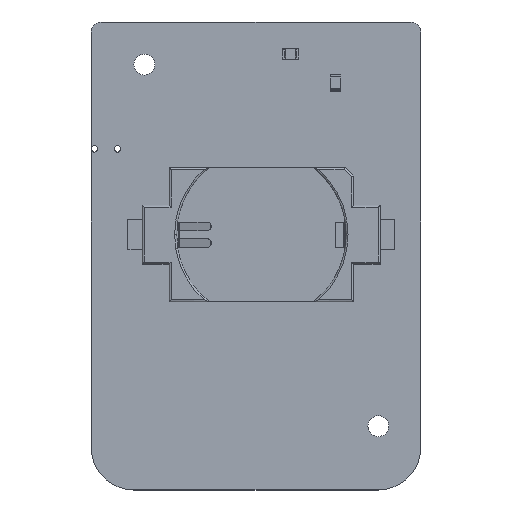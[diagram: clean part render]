
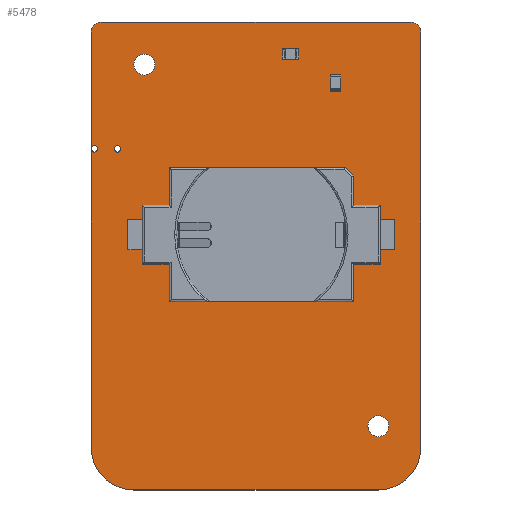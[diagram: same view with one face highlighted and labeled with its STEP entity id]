
A CAD part, top view. The second image highlights one B-rep face of the part: STEP entity #5478.
In plain terms, the highlighted planar face has unit normal (0, 0, 1).
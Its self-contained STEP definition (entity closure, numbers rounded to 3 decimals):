
#5285 = VERTEX_POINT('',#5286);
#5286 = CARTESIAN_POINT('',(146.05,-68.58,1.51));
#5292 = EDGE_CURVE('',#5285,#5293,#5295,.T.);
#5293 = VERTEX_POINT('',#5294);
#5294 = CARTESIAN_POINT('',(147.32,-69.85,1.51));
#5295 = CIRCLE('',#5296,1.27);
#5296 = AXIS2_PLACEMENT_3D('',#5297,#5298,#5299);
#5297 = CARTESIAN_POINT('',(146.05,-69.85,1.51));
#5298 = DIRECTION('',(0.,0.,-1.));
#5299 = DIRECTION('',(0.,1.,0.));
#5327 = VERTEX_POINT('',#5328);
#5328 = CARTESIAN_POINT('',(109.22,-68.58,1.51));
#5334 = EDGE_CURVE('',#5327,#5285,#5335,.T.);
#5335 = LINE('',#5336,#5337);
#5336 = CARTESIAN_POINT('',(109.22,-68.58,1.51));
#5337 = VECTOR('',#5338,1.);
#5338 = DIRECTION('',(1.,0.,0.));
#5356 = EDGE_CURVE('',#5293,#5357,#5359,.T.);
#5357 = VERTEX_POINT('',#5358);
#5358 = CARTESIAN_POINT('',(147.32,-119.38,1.51));
#5359 = LINE('',#5360,#5361);
#5360 = CARTESIAN_POINT('',(147.32,-69.85,1.51));
#5361 = VECTOR('',#5362,1.);
#5362 = DIRECTION('',(0.,-1.,0.));
#5478 = ADVANCED_FACE('',(#5479,#5525,#5536,#5547,#5558),#5569,.T.);
#5479 = FACE_BOUND('',#5480,.T.);
#5480 = EDGE_LOOP('',(#5481,#5482,#5483,#5492,#5500,#5509,#5517,#5524));
#5481 = ORIENTED_EDGE('',*,*,#5292,.F.);
#5482 = ORIENTED_EDGE('',*,*,#5334,.F.);
#5483 = ORIENTED_EDGE('',*,*,#5484,.F.);
#5484 = EDGE_CURVE('',#5485,#5327,#5487,.T.);
#5485 = VERTEX_POINT('',#5486);
#5486 = CARTESIAN_POINT('',(107.95,-69.85,1.51));
#5487 = CIRCLE('',#5488,1.27);
#5488 = AXIS2_PLACEMENT_3D('',#5489,#5490,#5491);
#5489 = CARTESIAN_POINT('',(109.22,-69.85,1.51));
#5490 = DIRECTION('',(0.,0.,-1.));
#5491 = DIRECTION('',(-1.,0.,-0.));
#5492 = ORIENTED_EDGE('',*,*,#5493,.F.);
#5493 = EDGE_CURVE('',#5494,#5485,#5496,.T.);
#5494 = VERTEX_POINT('',#5495);
#5495 = CARTESIAN_POINT('',(107.95,-119.38,1.51));
#5496 = LINE('',#5497,#5498);
#5497 = CARTESIAN_POINT('',(107.95,-119.38,1.51));
#5498 = VECTOR('',#5499,1.);
#5499 = DIRECTION('',(0.,1.,0.));
#5500 = ORIENTED_EDGE('',*,*,#5501,.F.);
#5501 = EDGE_CURVE('',#5502,#5494,#5504,.T.);
#5502 = VERTEX_POINT('',#5503);
#5503 = CARTESIAN_POINT('',(113.03,-124.46,1.51));
#5504 = CIRCLE('',#5505,5.08);
#5505 = AXIS2_PLACEMENT_3D('',#5506,#5507,#5508);
#5506 = CARTESIAN_POINT('',(113.03,-119.38,1.51));
#5507 = DIRECTION('',(0.,0.,-1.));
#5508 = DIRECTION('',(0.,-1.,-0.));
#5509 = ORIENTED_EDGE('',*,*,#5510,.F.);
#5510 = EDGE_CURVE('',#5511,#5502,#5513,.T.);
#5511 = VERTEX_POINT('',#5512);
#5512 = CARTESIAN_POINT('',(142.24,-124.46,1.51));
#5513 = LINE('',#5514,#5515);
#5514 = CARTESIAN_POINT('',(142.24,-124.46,1.51));
#5515 = VECTOR('',#5516,1.);
#5516 = DIRECTION('',(-1.,0.,0.));
#5517 = ORIENTED_EDGE('',*,*,#5518,.F.);
#5518 = EDGE_CURVE('',#5357,#5511,#5519,.T.);
#5519 = CIRCLE('',#5520,5.08);
#5520 = AXIS2_PLACEMENT_3D('',#5521,#5522,#5523);
#5521 = CARTESIAN_POINT('',(142.24,-119.38,1.51));
#5522 = DIRECTION('',(0.,0.,-1.));
#5523 = DIRECTION('',(1.,0.,0.));
#5524 = ORIENTED_EDGE('',*,*,#5356,.F.);
#5525 = FACE_BOUND('',#5526,.T.);
#5526 = EDGE_LOOP('',(#5527));
#5527 = ORIENTED_EDGE('',*,*,#5528,.T.);
#5528 = EDGE_CURVE('',#5529,#5529,#5531,.T.);
#5529 = VERTEX_POINT('',#5530);
#5530 = CARTESIAN_POINT('',(142.24,-118.09,1.51));
#5531 = CIRCLE('',#5532,1.25);
#5532 = AXIS2_PLACEMENT_3D('',#5533,#5534,#5535);
#5533 = CARTESIAN_POINT('',(142.24,-116.84,1.51));
#5534 = DIRECTION('',(-0.,0.,-1.));
#5535 = DIRECTION('',(-0.,-1.,0.));
#5536 = FACE_BOUND('',#5537,.T.);
#5537 = EDGE_LOOP('',(#5538));
#5538 = ORIENTED_EDGE('',*,*,#5539,.T.);
#5539 = EDGE_CURVE('',#5540,#5540,#5542,.T.);
#5540 = VERTEX_POINT('',#5541);
#5541 = CARTESIAN_POINT('',(108.345,-84.11,1.51));
#5542 = CIRCLE('',#5543,0.375);
#5543 = AXIS2_PLACEMENT_3D('',#5544,#5545,#5546);
#5544 = CARTESIAN_POINT('',(108.345,-83.735,1.51));
#5545 = DIRECTION('',(-0.,0.,-1.));
#5546 = DIRECTION('',(-0.,-1.,0.));
#5547 = FACE_BOUND('',#5548,.T.);
#5548 = EDGE_LOOP('',(#5549));
#5549 = ORIENTED_EDGE('',*,*,#5550,.T.);
#5550 = EDGE_CURVE('',#5551,#5551,#5553,.T.);
#5551 = VERTEX_POINT('',#5552);
#5552 = CARTESIAN_POINT('',(111.095,-84.11,1.51));
#5553 = CIRCLE('',#5554,0.375);
#5554 = AXIS2_PLACEMENT_3D('',#5555,#5556,#5557);
#5555 = CARTESIAN_POINT('',(111.095,-83.735,1.51));
#5556 = DIRECTION('',(-0.,0.,-1.));
#5557 = DIRECTION('',(-0.,-1.,0.));
#5558 = FACE_BOUND('',#5559,.T.);
#5559 = EDGE_LOOP('',(#5560));
#5560 = ORIENTED_EDGE('',*,*,#5561,.T.);
#5561 = EDGE_CURVE('',#5562,#5562,#5564,.T.);
#5562 = VERTEX_POINT('',#5563);
#5563 = CARTESIAN_POINT('',(114.3,-74.91,1.51));
#5564 = CIRCLE('',#5565,1.25);
#5565 = AXIS2_PLACEMENT_3D('',#5566,#5567,#5568);
#5566 = CARTESIAN_POINT('',(114.3,-73.66,1.51));
#5567 = DIRECTION('',(-0.,0.,-1.));
#5568 = DIRECTION('',(-0.,-1.,0.));
#5569 = PLANE('',#5570);
#5570 = AXIS2_PLACEMENT_3D('',#5571,#5572,#5573);
#5571 = CARTESIAN_POINT('',(0.,0.,1.51));
#5572 = DIRECTION('',(0.,0.,1.));
#5573 = DIRECTION('',(1.,0.,-0.));
